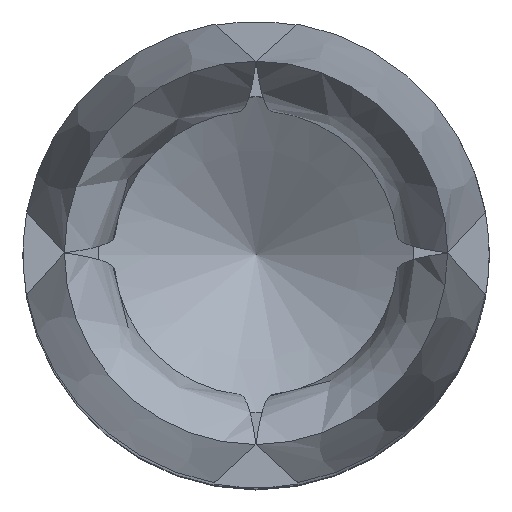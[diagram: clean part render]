
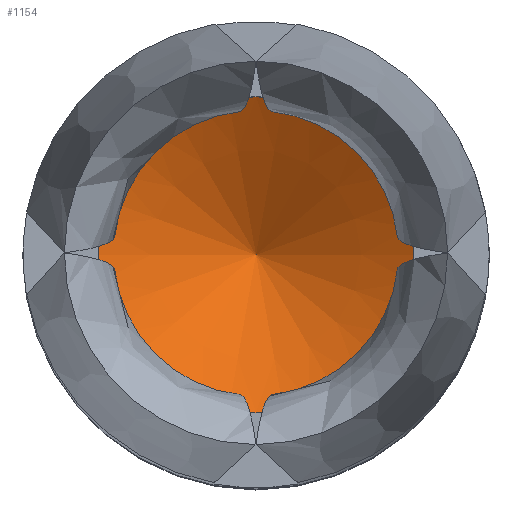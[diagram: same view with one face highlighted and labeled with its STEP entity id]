
A CAD part, top view. The second image highlights one B-rep face of the part: STEP entity #1154.
In plain terms, the highlighted conical face has half-angle 60 degrees and reference radius 0 mm.
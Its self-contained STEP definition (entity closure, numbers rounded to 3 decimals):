
#1136=CONICAL_SURFACE('',#3575,0.,60.);
#1146=VERTEX_LOOP('',#2827);
#1154=ADVANCED_FACE('',(#1835,#1836),#1136,.F.);
#1364=CIRCLE('',#3574,1.525);
#1835=FACE_BOUND('',#1882,.T.);
#1836=FACE_BOUND('',#1146,.T.);
#1882=EDGE_LOOP('',(#2133));
#2133=ORIENTED_EDGE('',*,*,#3059,.T.);
#2826=VERTEX_POINT('',#4998);
#2827=VERTEX_POINT('',#4999);
#3059=EDGE_CURVE('',#2826,#2826,#1364,.T.);
#3574=AXIS2_PLACEMENT_3D('',#4997,#3933,#3934);
#3575=AXIS2_PLACEMENT_3D('',#5000,#3935,#3936);
#3933=DIRECTION('',(0.,0.,1.));
#3934=DIRECTION('',(1.,0.,0.));
#3935=DIRECTION('',(0.,0.,1.));
#3936=DIRECTION('',(1.,0.,0.));
#4997=CARTESIAN_POINT('',(0.,0.,4.6));
#4998=CARTESIAN_POINT('',(1.525,0.,4.6));
#4999=CARTESIAN_POINT('',(0.,0.,3.72));
#5000=CARTESIAN_POINT('',(0.,0.,3.72));
